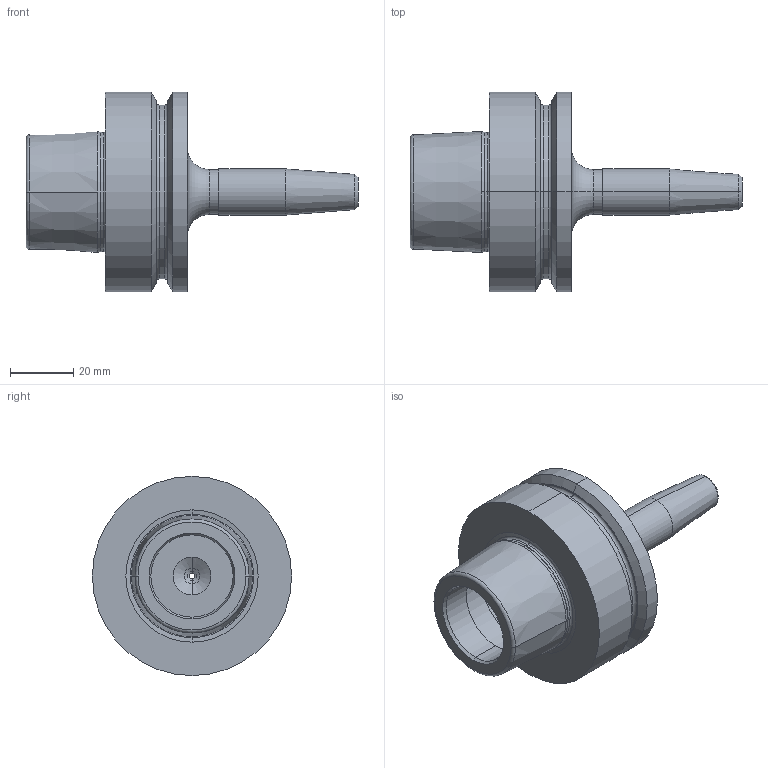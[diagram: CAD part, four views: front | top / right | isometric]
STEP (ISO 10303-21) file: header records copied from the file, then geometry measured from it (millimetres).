
FILE_DESCRIPTION (( 'STEP AP214' ), '1' );
FILE_NAME ('12.10.2018_171.05.071.000.STEP', '2018-10-12T07:13:08', ( '' ), ( '' ), 'SwSTEP 2.0', 'SolidWorks 2014', '' );
FILE_SCHEMA (( 'AUTOMOTIVE_DESIGN' ));
Length unit declared in the file: millimetre
Products named in the file (1): 12.10.2018_171.05.071.000
Bounding box: 105 x 63 x 63 mm (x, y, z)
Volume: 89354.1 mm3; surface area: 21583.2 mm2
Topology: 1 solids, 1 shells, 73 faces, 148 edges, 84 vertices
Faces by surface type: cone 24, cylinder 24, torus 16, plane 9
Entity records: 2751 total; most frequent: DIRECTION 396, CARTESIAN_POINT 306, ORIENTED_EDGE 296, AXIS2_PLACEMENT_3D 174, EDGE_CURVE 148, CIRCLE 100, VERTEX_POINT 84, EDGE_LOOP 82
